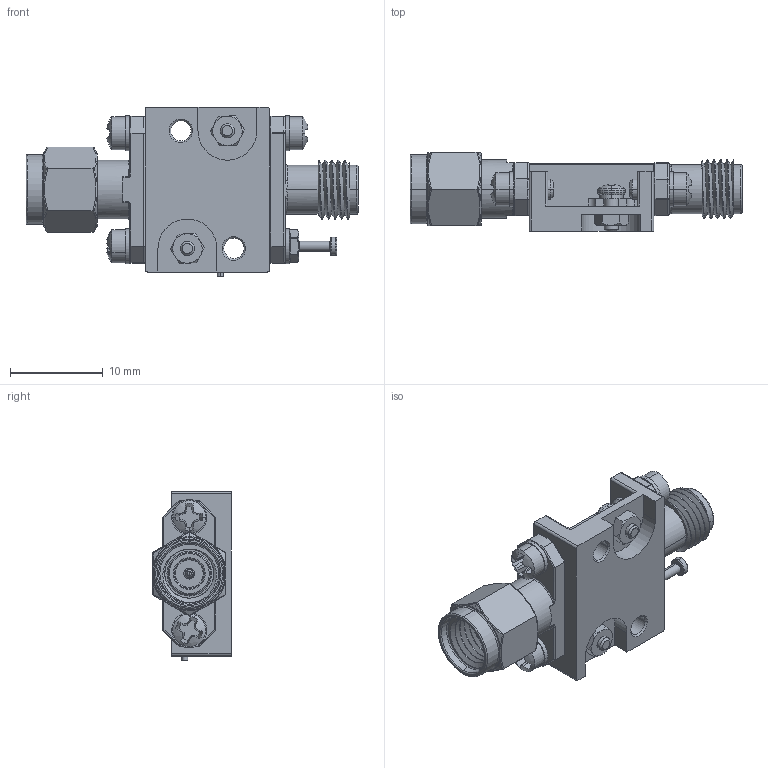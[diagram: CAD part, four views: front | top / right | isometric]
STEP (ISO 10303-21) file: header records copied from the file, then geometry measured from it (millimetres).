
FILE_DESCRIPTION (( 'STEP AP214' ), '1' );
FILE_NAME ('PEAFS3-14-0R2535R0-6R5-23-12-292MF.STEP', '2024-07-24T20:51:42', ( '' ), ( '' ), 'SwSTEP 2.0', 'SolidWorks 2023', '' );
FILE_SCHEMA (( 'AUTOMOTIVE_DESIGN' ));
Length unit declared in the file: inch
Products named in the file (1): PEAFS3-14-0R2535R0-6R5-23-12-292MF
Bounding box: 35.84 x 8.52 x 18.29 mm (x, y, z)
Volume: 2113.9 mm3; surface area: 3516.8 mm2
Topology: 24 solids, 24 shells, 1095 faces, 3949 edges, 2995 vertices
Faces by surface type: plane 378, cylinder 314, torus 149, cone 118, sphere 77, bspline 59
Entity records: 60692 total; most frequent: CARTESIAN_POINT 11506, ORIENTED_EDGE 7786, DIRECTION 6784, EDGE_CURVE 3893, VERTEX_POINT 2995, LINE 2416, VECTOR 2416, AXIS2_PLACEMENT_3D 2184
